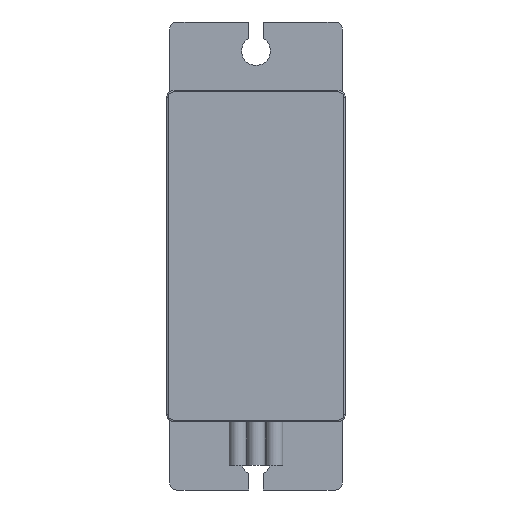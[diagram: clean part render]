
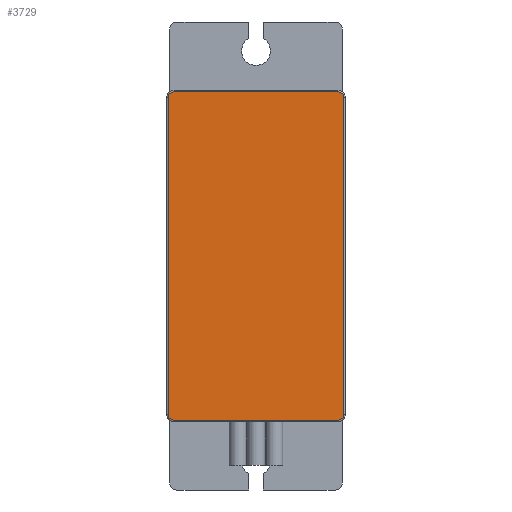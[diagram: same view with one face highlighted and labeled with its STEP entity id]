
A CAD part, front view. The second image highlights one B-rep face of the part: STEP entity #3729.
In plain terms, the highlighted planar face has unit normal (0, -1, 0).
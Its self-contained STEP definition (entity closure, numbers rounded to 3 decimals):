
#157 = DIRECTION ( 'NONE',  ( 0., 0., -1. ) ) ;
#158 = ORIENTED_EDGE ( 'NONE', *, *, #1761, .T. ) ;
#166 = DIRECTION ( 'NONE',  ( 0., -1., 0. ) ) ;
#271 = ORIENTED_EDGE ( 'NONE', *, *, #3863, .T. ) ;
#299 = DIRECTION ( 'NONE',  ( 0., 0., -1. ) ) ;
#327 = VERTEX_POINT ( 'NONE', #3897 ) ;
#332 = AXIS2_PLACEMENT_3D ( 'NONE', #1700, #166, #1981 ) ;
#346 = VERTEX_POINT ( 'NONE', #1396 ) ;
#402 = ORIENTED_EDGE ( 'NONE', *, *, #2829, .T. ) ;
#441 = VECTOR ( 'NONE', #443, 1000. ) ;
#443 = DIRECTION ( 'NONE',  ( -1., 0., 0. ) ) ;
#462 = CARTESIAN_POINT ( 'NONE',  ( 5.65, 0., -11.325 ) ) ;
#661 = VERTEX_POINT ( 'NONE', #1558 ) ;
#814 = DIRECTION ( 'NONE',  ( 0., 0., -1. ) ) ;
#907 = DIRECTION ( 'NONE',  ( 0., -1., 0. ) ) ;
#1019 = ORIENTED_EDGE ( 'NONE', *, *, #1342, .T. ) ;
#1050 = AXIS2_PLACEMENT_3D ( 'NONE', #1082, #2608, #814 ) ;
#1082 = CARTESIAN_POINT ( 'NONE',  ( -5.65, 0., 10.925 ) ) ;
#1095 = LINE ( 'NONE', #3224, #3082 ) ;
#1126 = ORIENTED_EDGE ( 'NONE', *, *, #1507, .T. ) ;
#1134 = VERTEX_POINT ( 'NONE', #1579 ) ;
#1152 = LINE ( 'NONE', #2531, #441 ) ;
#1247 = VECTOR ( 'NONE', #2566, 1000. ) ;
#1342 = EDGE_CURVE ( 'NONE', #3311, #3469, #1619, .T. ) ;
#1392 = EDGE_CURVE ( 'NONE', #661, #2688, #3134, .T. ) ;
#1396 = CARTESIAN_POINT ( 'NONE',  ( -6.05, 0., 10.925 ) ) ;
#1413 = CARTESIAN_POINT ( 'NONE',  ( 5.65, 0., 10.925 ) ) ;
#1492 = EDGE_CURVE ( 'NONE', #3469, #3614, #3652, .T. ) ;
#1507 = EDGE_CURVE ( 'NONE', #2688, #327, #3615, .T. ) ;
#1540 = DIRECTION ( 'NONE',  ( 0., -1., 0. ) ) ;
#1558 = CARTESIAN_POINT ( 'NONE',  ( -6.05, 0., -10.925 ) ) ;
#1579 = CARTESIAN_POINT ( 'NONE',  ( -5.65, 0., 11.325 ) ) ;
#1619 = LINE ( 'NONE', #1642, #2803 ) ;
#1642 = CARTESIAN_POINT ( 'NONE',  ( 6.05, 0., 10.925 ) ) ;
#1648 = FACE_OUTER_BOUND ( 'NONE', #1710, .T. ) ;
#1700 = CARTESIAN_POINT ( 'NONE',  ( -5.65, 0., -10.925 ) ) ;
#1710 = EDGE_LOOP ( 'NONE', ( #3406, #2828, #158, #402, #3115, #1126, #271, #1019 ) ) ;
#1761 = EDGE_CURVE ( 'NONE', #1134, #346, #3084, .T. ) ;
#1817 = CARTESIAN_POINT ( 'NONE',  ( 6.05, 0., -10.925 ) ) ;
#1935 = EDGE_CURVE ( 'NONE', #3614, #1134, #1152, .T. ) ;
#1942 = DIRECTION ( 'NONE',  ( 0., 0., 1. ) ) ;
#1981 = DIRECTION ( 'NONE',  ( 0., 0., -1. ) ) ;
#2098 = DIRECTION ( 'NONE',  ( 0., 0., -1. ) ) ;
#2109 = CARTESIAN_POINT ( 'NONE',  ( -5.65, 0., 10.925 ) ) ;
#2185 = CIRCLE ( 'NONE', #3501, 0.4 ) ;
#2200 = CARTESIAN_POINT ( 'NONE',  ( 6.05, 0., 10.925 ) ) ;
#2261 = CARTESIAN_POINT ( 'NONE',  ( 5.65, 0., 11.325 ) ) ;
#2279 = DIRECTION ( 'NONE',  ( 0., 0., -1. ) ) ;
#2307 = DIRECTION ( 'NONE',  ( 0., -1., 0. ) ) ;
#2531 = CARTESIAN_POINT ( 'NONE',  ( -5.65, 0., 11.325 ) ) ;
#2566 = DIRECTION ( 'NONE',  ( 1., 0., 0. ) ) ;
#2606 = AXIS2_PLACEMENT_3D ( 'NONE', #1413, #2307, #2279 ) ;
#2608 = DIRECTION ( 'NONE',  ( 0., -1., 0. ) ) ;
#2688 = VERTEX_POINT ( 'NONE', #3513 ) ;
#2803 = VECTOR ( 'NONE', #1942, 1000. ) ;
#2828 = ORIENTED_EDGE ( 'NONE', *, *, #1935, .T. ) ;
#2829 = EDGE_CURVE ( 'NONE', #346, #661, #1095, .T. ) ;
#2929 = PLANE ( 'NONE',  #1050 ) ;
#3082 = VECTOR ( 'NONE', #157, 1000. ) ;
#3084 = CIRCLE ( 'NONE', #3405, 0.4 ) ;
#3115 = ORIENTED_EDGE ( 'NONE', *, *, #1392, .T. ) ;
#3134 = CIRCLE ( 'NONE', #332, 0.4 ) ;
#3224 = CARTESIAN_POINT ( 'NONE',  ( -6.05, 0., -10.925 ) ) ;
#3263 = CARTESIAN_POINT ( 'NONE',  ( 5.65, 0., -10.925 ) ) ;
#3311 = VERTEX_POINT ( 'NONE', #1817 ) ;
#3405 = AXIS2_PLACEMENT_3D ( 'NONE', #2109, #1540, #299 ) ;
#3406 = ORIENTED_EDGE ( 'NONE', *, *, #1492, .T. ) ;
#3469 = VERTEX_POINT ( 'NONE', #2200 ) ;
#3501 = AXIS2_PLACEMENT_3D ( 'NONE', #3263, #907, #2098 ) ;
#3513 = CARTESIAN_POINT ( 'NONE',  ( -5.65, 0., -11.325 ) ) ;
#3614 = VERTEX_POINT ( 'NONE', #2261 ) ;
#3615 = LINE ( 'NONE', #462, #1247 ) ;
#3652 = CIRCLE ( 'NONE', #2606, 0.4 ) ;
#3729 = ADVANCED_FACE ( 'NONE', ( #1648 ), #2929, .T. ) ;
#3863 = EDGE_CURVE ( 'NONE', #327, #3311, #2185, .T. ) ;
#3897 = CARTESIAN_POINT ( 'NONE',  ( 5.65, 0., -11.325 ) ) ;
